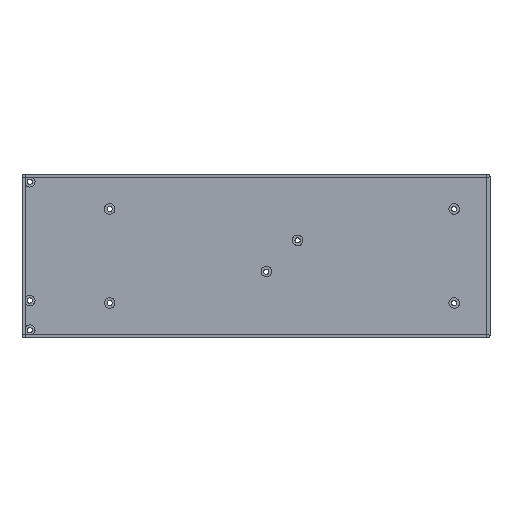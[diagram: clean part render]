
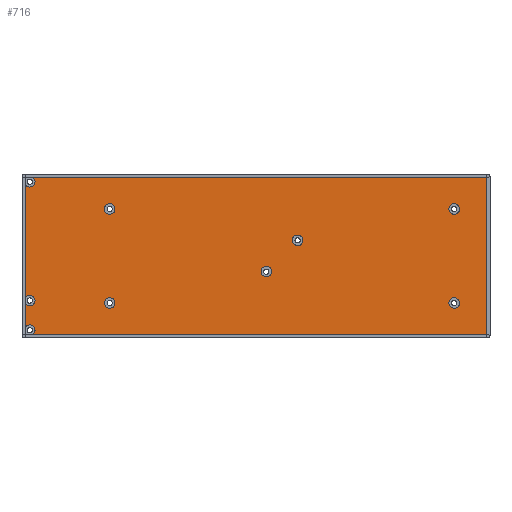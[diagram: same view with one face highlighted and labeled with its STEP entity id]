
A CAD part, top view. The second image highlights one B-rep face of the part: STEP entity #716.
In plain terms, the highlighted planar face has unit normal (0, 0, 1).
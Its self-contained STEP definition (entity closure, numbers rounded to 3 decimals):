
#171=CARTESIAN_POINT('',(-0.2,-0.2,-4.42));
#172=VERTEX_POINT('',#171);
#179=CARTESIAN_POINT('',(-0.2,95.2,-4.42));
#180=VERTEX_POINT('',#179);
#181=CARTESIAN_POINT('',(-0.2,95.2,-4.42));
#182=DIRECTION('',(0.,-1.,0.));
#183=VECTOR('',#182,95.4);
#184=LINE('',#181,#183);
#185=EDGE_CURVE('',#180,#172,#184,.T.);
#234=CARTESIAN_POINT('',(279.7,-0.2,-4.42));
#235=VERTEX_POINT('',#234);
#242=CARTESIAN_POINT('',(-0.2,-0.2,-4.42));
#243=DIRECTION('',(1.,0.,-0.));
#244=VECTOR('',#243,279.9);
#245=LINE('',#242,#244);
#246=EDGE_CURVE('',#172,#235,#245,.T.);
#272=CARTESIAN_POINT('',(279.7,95.2,-4.42));
#273=VERTEX_POINT('',#272);
#274=CARTESIAN_POINT('',(279.7,-0.2,-4.42));
#275=DIRECTION('',(0.,1.,0.));
#276=VECTOR('',#275,95.4);
#277=LINE('',#274,#276);
#278=EDGE_CURVE('',#235,#273,#277,.T.);
#313=CARTESIAN_POINT('',(279.7,95.2,-4.42));
#314=DIRECTION('',(-1.,0.,0.));
#315=VECTOR('',#314,279.9);
#316=LINE('',#313,#315);
#317=EDGE_CURVE('',#273,#180,#316,.T.);
#525=CARTESIAN_POINT('',(139.75,47.5,-4.42));
#526=DIRECTION('',(0.,0.,1.));
#527=DIRECTION('',(1.,0.,0.));
#528=AXIS2_PLACEMENT_3D('',#525,#526,#527);
#529=PLANE('',#528);
#530=CARTESIAN_POINT('',(260.771,17.598,-4.42));
#531=VERTEX_POINT('',#530);
#532=CARTESIAN_POINT('',(261.6,19.,-4.42));
#533=VERTEX_POINT('',#532);
#534=CARTESIAN_POINT('',(260.,19.,-4.42));
#535=DIRECTION('',(0.,0.,1.));
#536=DIRECTION('',(1.,0.,-0.));
#537=AXIS2_PLACEMENT_3D('',#534,#535,#536);
#538=CIRCLE('',#537,1.6);
#539=EDGE_CURVE('',#531,#533,#538,.T.);
#540=ORIENTED_EDGE('',*,*,#539,.F.);
#541=CARTESIAN_POINT('',(260.,19.,-4.42));
#542=DIRECTION('',(0.,0.,1.));
#543=DIRECTION('',(1.,0.,-0.));
#544=AXIS2_PLACEMENT_3D('',#541,#542,#543);
#545=CIRCLE('',#544,1.6);
#546=EDGE_CURVE('',#533,#531,#545,.T.);
#547=ORIENTED_EDGE('',*,*,#546,.F.);
#548=EDGE_LOOP('',(#540,#547));
#549=FACE_BOUND('',#548,.T.);
#550=CARTESIAN_POINT('',(260.533,74.492,-4.42));
#551=VERTEX_POINT('',#550);
#552=CARTESIAN_POINT('',(261.6,76.,-4.42));
#553=VERTEX_POINT('',#552);
#554=CARTESIAN_POINT('',(260.,76.,-4.42));
#555=DIRECTION('',(0.,0.,1.));
#556=DIRECTION('',(1.,0.,-0.));
#557=AXIS2_PLACEMENT_3D('',#554,#555,#556);
#558=CIRCLE('',#557,1.6);
#559=EDGE_CURVE('',#551,#553,#558,.T.);
#560=ORIENTED_EDGE('',*,*,#559,.F.);
#561=CARTESIAN_POINT('',(260.,76.,-4.42));
#562=DIRECTION('',(0.,0.,1.));
#563=DIRECTION('',(1.,0.,-0.));
#564=AXIS2_PLACEMENT_3D('',#561,#562,#563);
#565=CIRCLE('',#564,1.6);
#566=EDGE_CURVE('',#553,#551,#565,.T.);
#567=ORIENTED_EDGE('',*,*,#566,.F.);
#568=EDGE_LOOP('',(#560,#567));
#569=FACE_BOUND('',#568,.T.);
#570=CARTESIAN_POINT('',(165.517,55.486,-4.42));
#571=VERTEX_POINT('',#570);
#572=CARTESIAN_POINT('',(166.6,57.,-4.42));
#573=VERTEX_POINT('',#572);
#574=CARTESIAN_POINT('',(165.,57.,-4.42));
#575=DIRECTION('',(0.,0.,1.));
#576=DIRECTION('',(1.,0.,-0.));
#577=AXIS2_PLACEMENT_3D('',#574,#575,#576);
#578=CIRCLE('',#577,1.6);
#579=EDGE_CURVE('',#571,#573,#578,.T.);
#580=ORIENTED_EDGE('',*,*,#579,.F.);
#581=CARTESIAN_POINT('',(165.,57.,-4.42));
#582=DIRECTION('',(0.,0.,1.));
#583=DIRECTION('',(1.,0.,-0.));
#584=AXIS2_PLACEMENT_3D('',#581,#582,#583);
#585=CIRCLE('',#584,1.6);
#586=EDGE_CURVE('',#573,#571,#585,.T.);
#587=ORIENTED_EDGE('',*,*,#586,.F.);
#588=EDGE_LOOP('',(#580,#587));
#589=FACE_BOUND('',#588,.T.);
#590=CARTESIAN_POINT('',(146.598,36.516,-4.42));
#591=VERTEX_POINT('',#590);
#592=CARTESIAN_POINT('',(147.6,38.,-4.42));
#593=VERTEX_POINT('',#592);
#594=CARTESIAN_POINT('',(146.,38.,-4.42));
#595=DIRECTION('',(0.,0.,1.));
#596=DIRECTION('',(1.,0.,-0.));
#597=AXIS2_PLACEMENT_3D('',#594,#595,#596);
#598=CIRCLE('',#597,1.6);
#599=EDGE_CURVE('',#591,#593,#598,.T.);
#600=ORIENTED_EDGE('',*,*,#599,.F.);
#601=CARTESIAN_POINT('',(146.,38.,-4.42));
#602=DIRECTION('',(0.,0.,1.));
#603=DIRECTION('',(1.,0.,-0.));
#604=AXIS2_PLACEMENT_3D('',#601,#602,#603);
#605=CIRCLE('',#604,1.6);
#606=EDGE_CURVE('',#593,#591,#605,.T.);
#607=ORIENTED_EDGE('',*,*,#606,.F.);
#608=EDGE_LOOP('',(#600,#607));
#609=FACE_BOUND('',#608,.T.);
#610=CARTESIAN_POINT('',(51.159,17.408,-4.42));
#611=VERTEX_POINT('',#610);
#612=CARTESIAN_POINT('',(52.6,19.,-4.42));
#613=VERTEX_POINT('',#612);
#614=CARTESIAN_POINT('',(51.,19.,-4.42));
#615=DIRECTION('',(0.,0.,1.));
#616=DIRECTION('',(1.,0.,-0.));
#617=AXIS2_PLACEMENT_3D('',#614,#615,#616);
#618=CIRCLE('',#617,1.6);
#619=EDGE_CURVE('',#611,#613,#618,.T.);
#620=ORIENTED_EDGE('',*,*,#619,.F.);
#621=CARTESIAN_POINT('',(51.,19.,-4.42));
#622=DIRECTION('',(0.,0.,1.));
#623=DIRECTION('',(1.,0.,-0.));
#624=AXIS2_PLACEMENT_3D('',#621,#622,#623);
#625=CIRCLE('',#624,1.6);
#626=EDGE_CURVE('',#613,#611,#625,.T.);
#627=ORIENTED_EDGE('',*,*,#626,.F.);
#628=EDGE_LOOP('',(#620,#627));
#629=FACE_BOUND('',#628,.T.);
#630=CARTESIAN_POINT('',(51.159,74.408,-4.42));
#631=VERTEX_POINT('',#630);
#632=CARTESIAN_POINT('',(52.6,76.,-4.42));
#633=VERTEX_POINT('',#632);
#634=CARTESIAN_POINT('',(51.,76.,-4.42));
#635=DIRECTION('',(0.,0.,1.));
#636=DIRECTION('',(1.,0.,-0.));
#637=AXIS2_PLACEMENT_3D('',#634,#635,#636);
#638=CIRCLE('',#637,1.6);
#639=EDGE_CURVE('',#631,#633,#638,.T.);
#640=ORIENTED_EDGE('',*,*,#639,.F.);
#641=CARTESIAN_POINT('',(51.,76.,-4.42));
#642=DIRECTION('',(0.,0.,1.));
#643=DIRECTION('',(1.,0.,-0.));
#644=AXIS2_PLACEMENT_3D('',#641,#642,#643);
#645=CIRCLE('',#644,1.6);
#646=EDGE_CURVE('',#633,#631,#645,.T.);
#647=ORIENTED_EDGE('',*,*,#646,.F.);
#648=EDGE_LOOP('',(#640,#647));
#649=FACE_BOUND('',#648,.T.);
#650=CARTESIAN_POINT('',(3.08,91.009,-4.42));
#651=VERTEX_POINT('',#650);
#652=CARTESIAN_POINT('',(4.1,92.5,-4.42));
#653=VERTEX_POINT('',#652);
#654=CARTESIAN_POINT('',(2.5,92.5,-4.42));
#655=DIRECTION('',(0.,0.,1.));
#656=DIRECTION('',(1.,0.,-0.));
#657=AXIS2_PLACEMENT_3D('',#654,#655,#656);
#658=CIRCLE('',#657,1.6);
#659=EDGE_CURVE('',#651,#653,#658,.T.);
#660=ORIENTED_EDGE('',*,*,#659,.F.);
#661=CARTESIAN_POINT('',(2.5,92.5,-4.42));
#662=DIRECTION('',(0.,0.,1.));
#663=DIRECTION('',(1.,0.,-0.));
#664=AXIS2_PLACEMENT_3D('',#661,#662,#663);
#665=CIRCLE('',#664,1.6);
#666=EDGE_CURVE('',#653,#651,#665,.T.);
#667=ORIENTED_EDGE('',*,*,#666,.F.);
#668=EDGE_LOOP('',(#660,#667));
#669=FACE_BOUND('',#668,.T.);
#670=CARTESIAN_POINT('',(3.912,21.253,-4.42));
#671=VERTEX_POINT('',#670);
#672=CARTESIAN_POINT('',(4.1,20.5,-4.42));
#673=VERTEX_POINT('',#672);
#674=CARTESIAN_POINT('',(2.5,20.5,-4.42));
#675=DIRECTION('',(0.,0.,1.));
#676=DIRECTION('',(1.,0.,-0.));
#677=AXIS2_PLACEMENT_3D('',#674,#675,#676);
#678=CIRCLE('',#677,1.6);
#679=EDGE_CURVE('',#671,#673,#678,.T.);
#680=ORIENTED_EDGE('',*,*,#679,.F.);
#681=CARTESIAN_POINT('',(2.5,20.5,-4.42));
#682=DIRECTION('',(0.,0.,1.));
#683=DIRECTION('',(1.,0.,-0.));
#684=AXIS2_PLACEMENT_3D('',#681,#682,#683);
#685=CIRCLE('',#684,1.6);
#686=EDGE_CURVE('',#673,#671,#685,.T.);
#687=ORIENTED_EDGE('',*,*,#686,.F.);
#688=EDGE_LOOP('',(#680,#687));
#689=FACE_BOUND('',#688,.T.);
#690=CARTESIAN_POINT('',(3.739,3.512,-4.42));
#691=VERTEX_POINT('',#690);
#692=CARTESIAN_POINT('',(4.1,2.5,-4.42));
#693=VERTEX_POINT('',#692);
#694=CARTESIAN_POINT('',(2.5,2.5,-4.42));
#695=DIRECTION('',(0.,0.,1.));
#696=DIRECTION('',(1.,0.,-0.));
#697=AXIS2_PLACEMENT_3D('',#694,#695,#696);
#698=CIRCLE('',#697,1.6);
#699=EDGE_CURVE('',#691,#693,#698,.T.);
#700=ORIENTED_EDGE('',*,*,#699,.F.);
#701=CARTESIAN_POINT('',(2.5,2.5,-4.42));
#702=DIRECTION('',(0.,0.,1.));
#703=DIRECTION('',(1.,0.,-0.));
#704=AXIS2_PLACEMENT_3D('',#701,#702,#703);
#705=CIRCLE('',#704,1.6);
#706=EDGE_CURVE('',#693,#691,#705,.T.);
#707=ORIENTED_EDGE('',*,*,#706,.F.);
#708=EDGE_LOOP('',(#700,#707));
#709=FACE_BOUND('',#708,.T.);
#710=ORIENTED_EDGE('',*,*,#185,.T.);
#711=ORIENTED_EDGE('',*,*,#246,.T.);
#712=ORIENTED_EDGE('',*,*,#278,.T.);
#713=ORIENTED_EDGE('',*,*,#317,.T.);
#714=EDGE_LOOP('',(#710,#711,#712,#713));
#715=FACE_BOUND('',#714,.T.);
#716=ADVANCED_FACE('',(#549,#569,#589,#609,#629,#649,#669,#689,#709,#715),#529,.T.);
